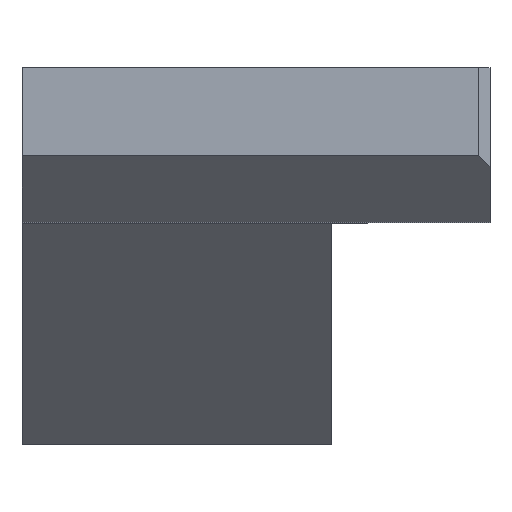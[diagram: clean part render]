
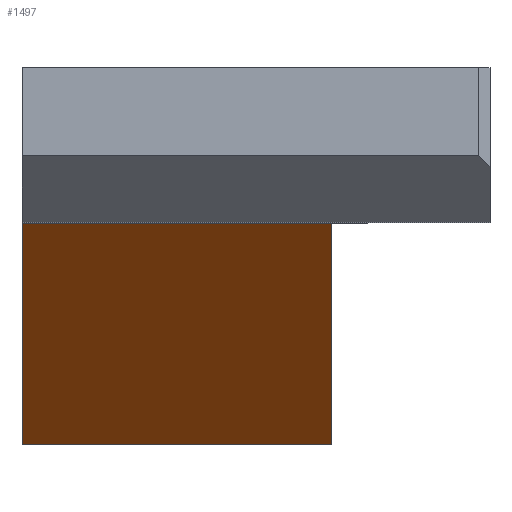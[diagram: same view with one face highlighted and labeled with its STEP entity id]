
A CAD part, top view. The second image highlights one B-rep face of the part: STEP entity #1497.
In plain terms, the highlighted planar face has unit normal (0, -0.707, 0.707).
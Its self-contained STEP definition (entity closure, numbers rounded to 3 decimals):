
#68=PLANE('',#1593);
#147=FACE_OUTER_BOUND('',#235,.T.);
#235=EDGE_LOOP('',(#1256,#1257,#1258,#1259));
#382=LINE('',#2369,#567);
#392=LINE('',#2389,#577);
#393=LINE('',#2391,#578);
#394=LINE('',#2392,#579);
#567=VECTOR('',#1809,10.);
#577=VECTOR('',#1829,10.);
#578=VECTOR('',#1830,10.);
#579=VECTOR('',#1831,10.);
#755=VERTEX_POINT('',#2366);
#756=VERTEX_POINT('',#2368);
#761=VERTEX_POINT('',#2388);
#762=VERTEX_POINT('',#2390);
#930=EDGE_CURVE('',#756,#755,#382,.T.);
#940=EDGE_CURVE('',#755,#761,#392,.T.);
#941=EDGE_CURVE('',#762,#761,#393,.T.);
#942=EDGE_CURVE('',#762,#756,#394,.T.);
#1256=ORIENTED_EDGE('',*,*,#940,.T.);
#1257=ORIENTED_EDGE('',*,*,#941,.F.);
#1258=ORIENTED_EDGE('',*,*,#942,.T.);
#1259=ORIENTED_EDGE('',*,*,#930,.T.);
#1497=ADVANCED_FACE('',(#147),#68,.T.);
#1593=AXIS2_PLACEMENT_3D('',#2387,#1827,#1828);
#1809=DIRECTION('',(-1.,0.,0.));
#1827=DIRECTION('center_axis',(0.,-0.707,0.707));
#1828=DIRECTION('ref_axis',(1.,0.,0.));
#1829=DIRECTION('',(0.,-0.707,-0.707));
#1830=DIRECTION('',(-1.,0.,0.));
#1831=DIRECTION('',(0.,0.707,0.707));
#2366=CARTESIAN_POINT('',(-17.,-7.,-11.8));
#2368=CARTESIAN_POINT('',(-3.,-7.,-11.8));
#2369=CARTESIAN_POINT('',(-4.7,-7.,-11.8));
#2387=CARTESIAN_POINT('Origin',(-4.7,-12.,-16.8));
#2388=CARTESIAN_POINT('',(-17.,-17.,-21.8));
#2389=CARTESIAN_POINT('',(-17.,-0.8,-5.6));
#2390=CARTESIAN_POINT('',(-3.,-17.,-21.8));
#2391=CARTESIAN_POINT('',(-3.,-17.,-21.8));
#2392=CARTESIAN_POINT('',(-3.,-16.,-20.8));
